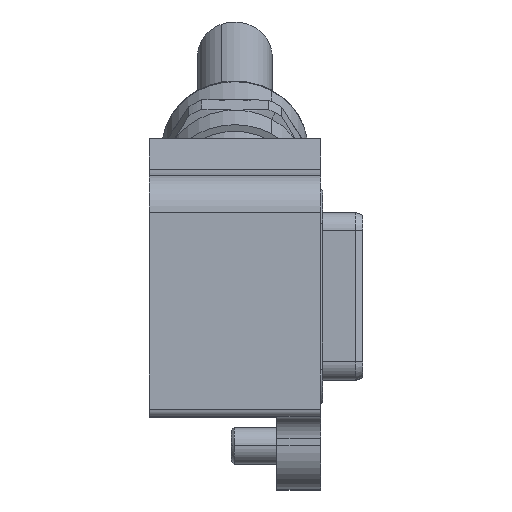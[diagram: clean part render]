
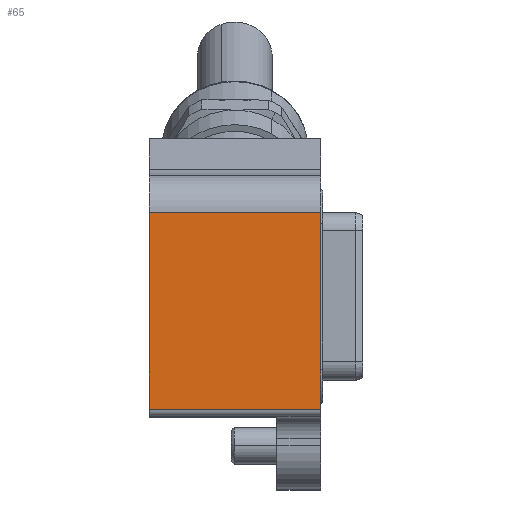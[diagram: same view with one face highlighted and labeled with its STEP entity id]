
A CAD part, top view. The second image highlights one B-rep face of the part: STEP entity #65.
In plain terms, the highlighted planar face has unit normal (0, 0, 1).
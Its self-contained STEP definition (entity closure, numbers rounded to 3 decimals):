
#65 = ADVANCED_FACE ( 'NONE', ( #350 ), #1759, .F. ) ;
#350 = FACE_OUTER_BOUND ( 'NONE', #14523, .T. ) ;
#360 = VERTEX_POINT ( 'NONE', #3739 ) ;
#1271 = EDGE_CURVE ( 'NONE', #360, #4047, #2606, .T. ) ;
#1668 = DIRECTION ( 'NONE',  ( 0., -1., 0. ) ) ;
#1759 = PLANE ( 'NONE',  #13952 ) ;
#1813 = CARTESIAN_POINT ( 'NONE',  ( -11.5, 28., 29. ) ) ;
#1846 = LINE ( 'NONE', #6522, #12500 ) ;
#2606 = LINE ( 'NONE', #14316, #4834 ) ;
#3739 = CARTESIAN_POINT ( 'NONE',  ( 12., 28., 29. ) ) ;
#4047 = VERTEX_POINT ( 'NONE', #9964 ) ;
#4149 = ORIENTED_EDGE ( 'NONE', *, *, #1271, .F. ) ;
#4411 = DIRECTION ( 'NONE',  ( 1., 0., 0. ) ) ;
#4834 = VECTOR ( 'NONE', #6056, 1000. ) ;
#4894 = EDGE_CURVE ( 'NONE', #9306, #10529, #11390, .T. ) ;
#5373 = CARTESIAN_POINT ( 'NONE',  ( -11.5, 45., 29. ) ) ;
#6056 = DIRECTION ( 'NONE',  ( 0., -1., 0. ) ) ;
#6522 = CARTESIAN_POINT ( 'NONE',  ( 12., 28., 29. ) ) ;
#8481 = ORIENTED_EDGE ( 'NONE', *, *, #9026, .T. ) ;
#8901 = ORIENTED_EDGE ( 'NONE', *, *, #13317, .T. ) ;
#9026 = EDGE_CURVE ( 'NONE', #360, #9306, #1846, .T. ) ;
#9306 = VERTEX_POINT ( 'NONE', #1813 ) ;
#9486 = ORIENTED_EDGE ( 'NONE', *, *, #4894, .T. ) ;
#9964 = CARTESIAN_POINT ( 'NONE',  ( 12., 1., 29. ) ) ;
#10031 = CARTESIAN_POINT ( 'NONE',  ( -11.5, 1., 29. ) ) ;
#10518 = VECTOR ( 'NONE', #4411, 1000. ) ;
#10529 = VERTEX_POINT ( 'NONE', #10031 ) ;
#11145 = DIRECTION ( 'NONE',  ( 0., 0., -1. ) ) ;
#11225 = DIRECTION ( 'NONE',  ( 0., -1., 0. ) ) ;
#11262 = LINE ( 'NONE', #11345, #10518 ) ;
#11345 = CARTESIAN_POINT ( 'NONE',  ( 12., 1., 29. ) ) ;
#11385 = VECTOR ( 'NONE', #11225, 1000. ) ;
#11390 = LINE ( 'NONE', #5373, #11385 ) ;
#12202 = CARTESIAN_POINT ( 'NONE',  ( 12., 45., 29. ) ) ;
#12500 = VECTOR ( 'NONE', #12738, 1000. ) ;
#12738 = DIRECTION ( 'NONE',  ( -1., 0., 0. ) ) ;
#13317 = EDGE_CURVE ( 'NONE', #10529, #4047, #11262, .T. ) ;
#13952 = AXIS2_PLACEMENT_3D ( 'NONE', #12202, #11145, #1668 ) ;
#14316 = CARTESIAN_POINT ( 'NONE',  ( 12., 45., 29. ) ) ;
#14523 = EDGE_LOOP ( 'NONE', ( #9486, #8901, #4149, #8481 ) ) ;
